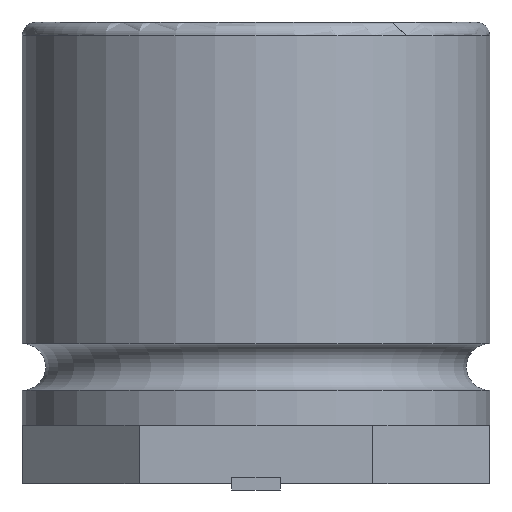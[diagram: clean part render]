
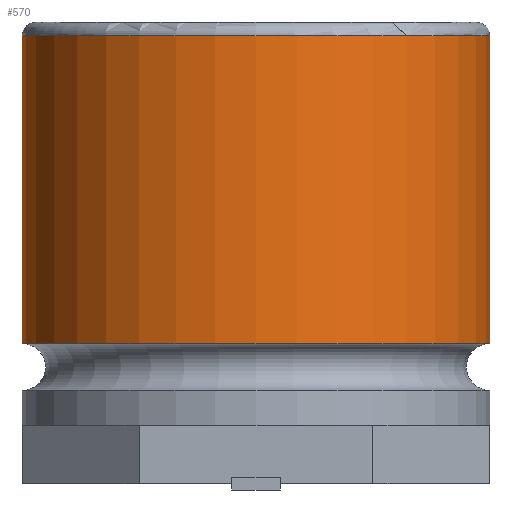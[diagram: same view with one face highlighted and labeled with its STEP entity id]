
A CAD part, left-side view. The second image highlights one B-rep face of the part: STEP entity #570.
In plain terms, the highlighted cylindrical face has radius 5.25 mm (diameter 10.5 mm), a full revolution.
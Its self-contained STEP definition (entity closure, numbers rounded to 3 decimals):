
#25=CYLINDRICAL_SURFACE('',#623,5.25);
#31=CIRCLE('',#621,5.25);
#33=CIRCLE('',#624,5.25);
#44=FACE_OUTER_BOUND('',#75,.T.);
#75=EDGE_LOOP('',(#371,#372,#373,#374));
#106=LINE('',#846,#170);
#170=VECTOR('',#691,5.25);
#235=VERTEX_POINT('',#840);
#236=VERTEX_POINT('',#845);
#286=EDGE_CURVE('',#235,#235,#31,.T.);
#288=EDGE_CURVE('',#235,#236,#106,.T.);
#289=EDGE_CURVE('',#236,#236,#33,.T.);
#371=ORIENTED_EDGE('',*,*,#286,.F.);
#372=ORIENTED_EDGE('',*,*,#288,.T.);
#373=ORIENTED_EDGE('',*,*,#289,.T.);
#374=ORIENTED_EDGE('',*,*,#288,.F.);
#570=ADVANCED_FACE('',(#44),#25,.T.);
#621=AXIS2_PLACEMENT_3D('',#842,#685,#686);
#623=AXIS2_PLACEMENT_3D('',#844,#689,#690);
#624=AXIS2_PLACEMENT_3D('',#847,#692,#693);
#685=DIRECTION('center_axis',(0.,0.,1.));
#686=DIRECTION('ref_axis',(-1.,0.,0.));
#689=DIRECTION('center_axis',(0.,0.,1.));
#690=DIRECTION('ref_axis',(1.,0.,0.));
#691=DIRECTION('',(0.,0.,-1.));
#692=DIRECTION('center_axis',(0.,0.,1.));
#693=DIRECTION('ref_axis',(1.,0.,0.));
#840=CARTESIAN_POINT('',(-5.25,0.,10.2));
#842=CARTESIAN_POINT('Origin',(0.,0.,10.2));
#844=CARTESIAN_POINT('Origin',(0.,0.,5.975));
#845=CARTESIAN_POINT('',(-5.25,0.,3.288));
#846=CARTESIAN_POINT('',(-5.25,0.,5.975));
#847=CARTESIAN_POINT('Origin',(0.,0.,3.288));
